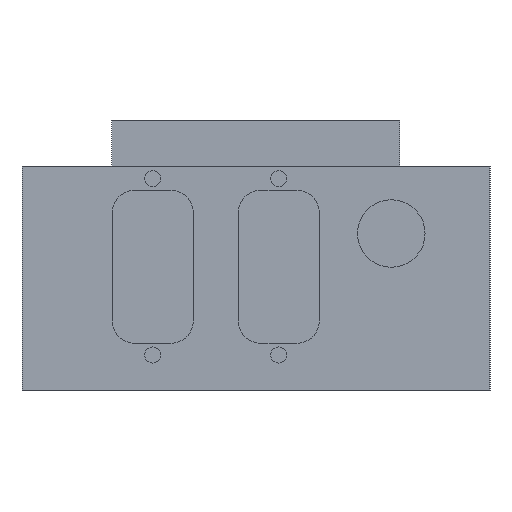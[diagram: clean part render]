
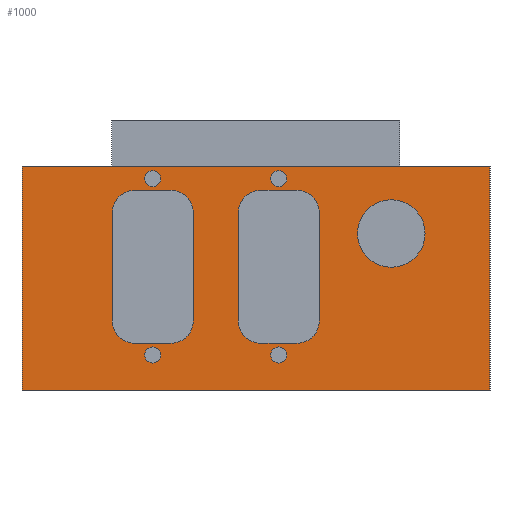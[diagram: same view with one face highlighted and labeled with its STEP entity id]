
A CAD part, left-side view. The second image highlights one B-rep face of the part: STEP entity #1000.
In plain terms, the highlighted planar face has unit normal (-1, 0, 0).
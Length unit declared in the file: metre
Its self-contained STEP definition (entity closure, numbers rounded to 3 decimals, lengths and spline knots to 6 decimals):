
#42=LINE('',#1512,#114);
#43=LINE('',#1516,#115);
#44=LINE('',#1520,#116);
#45=LINE('',#1524,#117);
#46=LINE('',#1528,#118);
#47=LINE('',#1532,#119);
#48=LINE('',#1536,#120);
#49=LINE('',#1540,#121);
#50=LINE('',#1549,#122);
#51=LINE('',#1552,#123);
#52=LINE('',#1554,#124);
#53=LINE('',#1556,#125);
#114=VECTOR('',#1199,1.);
#115=VECTOR('',#1202,1.);
#116=VECTOR('',#1205,1.);
#117=VECTOR('',#1208,1.);
#118=VECTOR('',#1211,1.);
#119=VECTOR('',#1214,1.);
#120=VECTOR('',#1217,1.);
#121=VECTOR('',#1220,1.);
#122=VECTOR('',#1229,1.);
#123=VECTOR('',#1230,1.);
#124=VECTOR('',#1231,1.);
#125=VECTOR('',#1232,1.);
#186=ORIENTED_EDGE('',*,*,#450,.F.);
#187=ORIENTED_EDGE('',*,*,#451,.T.);
#188=ORIENTED_EDGE('',*,*,#452,.F.);
#189=ORIENTED_EDGE('',*,*,#453,.F.);
#190=ORIENTED_EDGE('',*,*,#454,.F.);
#191=ORIENTED_EDGE('',*,*,#455,.F.);
#192=ORIENTED_EDGE('',*,*,#456,.F.);
#193=ORIENTED_EDGE('',*,*,#457,.T.);
#194=ORIENTED_EDGE('',*,*,#458,.F.);
#195=ORIENTED_EDGE('',*,*,#459,.T.);
#196=ORIENTED_EDGE('',*,*,#460,.F.);
#197=ORIENTED_EDGE('',*,*,#461,.F.);
#198=ORIENTED_EDGE('',*,*,#462,.F.);
#199=ORIENTED_EDGE('',*,*,#463,.F.);
#200=ORIENTED_EDGE('',*,*,#464,.F.);
#201=ORIENTED_EDGE('',*,*,#465,.T.);
#202=ORIENTED_EDGE('',*,*,#466,.T.);
#203=ORIENTED_EDGE('',*,*,#467,.F.);
#204=ORIENTED_EDGE('',*,*,#468,.F.);
#205=ORIENTED_EDGE('',*,*,#469,.F.);
#206=ORIENTED_EDGE('',*,*,#470,.F.);
#207=ORIENTED_EDGE('',*,*,#471,.F.);
#208=ORIENTED_EDGE('',*,*,#472,.T.);
#209=ORIENTED_EDGE('',*,*,#473,.T.);
#210=ORIENTED_EDGE('',*,*,#474,.T.);
#450=EDGE_CURVE('',#582,#583,#682,.T.);
#451=EDGE_CURVE('',#582,#584,#42,.T.);
#452=EDGE_CURVE('',#585,#584,#683,.T.);
#453=EDGE_CURVE('',#586,#585,#43,.T.);
#454=EDGE_CURVE('',#587,#586,#684,.T.);
#455=EDGE_CURVE('',#588,#587,#44,.T.);
#456=EDGE_CURVE('',#589,#588,#685,.T.);
#457=EDGE_CURVE('',#589,#583,#45,.T.);
#458=EDGE_CURVE('',#590,#591,#686,.T.);
#459=EDGE_CURVE('',#590,#592,#46,.T.);
#460=EDGE_CURVE('',#593,#592,#687,.T.);
#461=EDGE_CURVE('',#594,#593,#47,.T.);
#462=EDGE_CURVE('',#595,#594,#688,.T.);
#463=EDGE_CURVE('',#596,#595,#48,.T.);
#464=EDGE_CURVE('',#597,#596,#689,.T.);
#465=EDGE_CURVE('',#597,#591,#49,.T.);
#466=EDGE_CURVE('',#598,#598,#690,.T.);
#467=EDGE_CURVE('',#599,#599,#691,.T.);
#468=EDGE_CURVE('',#600,#600,#692,.T.);
#469=EDGE_CURVE('',#601,#601,#693,.T.);
#470=EDGE_CURVE('',#602,#603,#50,.T.);
#471=EDGE_CURVE('',#604,#602,#51,.T.);
#472=EDGE_CURVE('',#604,#605,#52,.T.);
#473=EDGE_CURVE('',#605,#603,#53,.T.);
#474=EDGE_CURVE('',#606,#606,#694,.T.);
#582=VERTEX_POINT('',#1510);
#583=VERTEX_POINT('',#1511);
#584=VERTEX_POINT('',#1513);
#585=VERTEX_POINT('',#1515);
#586=VERTEX_POINT('',#1517);
#587=VERTEX_POINT('',#1519);
#588=VERTEX_POINT('',#1521);
#589=VERTEX_POINT('',#1523);
#590=VERTEX_POINT('',#1526);
#591=VERTEX_POINT('',#1527);
#592=VERTEX_POINT('',#1529);
#593=VERTEX_POINT('',#1531);
#594=VERTEX_POINT('',#1533);
#595=VERTEX_POINT('',#1535);
#596=VERTEX_POINT('',#1537);
#597=VERTEX_POINT('',#1539);
#598=VERTEX_POINT('',#1542);
#599=VERTEX_POINT('',#1544);
#600=VERTEX_POINT('',#1546);
#601=VERTEX_POINT('',#1548);
#602=VERTEX_POINT('',#1550);
#603=VERTEX_POINT('',#1551);
#604=VERTEX_POINT('',#1553);
#605=VERTEX_POINT('',#1555);
#606=VERTEX_POINT('',#1558);
#682=CIRCLE('',#1074,0.003175);
#683=CIRCLE('',#1075,0.003175);
#684=CIRCLE('',#1076,0.003175);
#685=CIRCLE('',#1077,0.003175);
#686=CIRCLE('',#1078,0.003175);
#687=CIRCLE('',#1079,0.003175);
#688=CIRCLE('',#1080,0.003175);
#689=CIRCLE('',#1081,0.003175);
#690=CIRCLE('',#1082,0.00113);
#691=CIRCLE('',#1083,0.00113);
#692=CIRCLE('',#1084,0.004763);
#693=CIRCLE('',#1085,0.00113);
#694=CIRCLE('',#1086,0.00113);
#742=EDGE_LOOP('',(#186,#187,#188,#189,#190,#191,#192,#193));
#743=EDGE_LOOP('',(#194,#195,#196,#197,#198,#199,#200,#201));
#744=EDGE_LOOP('',(#202));
#745=EDGE_LOOP('',(#203));
#746=EDGE_LOOP('',(#204));
#747=EDGE_LOOP('',(#205));
#748=EDGE_LOOP('',(#206,#207,#208,#209));
#749=EDGE_LOOP('',(#210));
#856=FACE_BOUND('',#742,.T.);
#857=FACE_BOUND('',#743,.T.);
#858=FACE_BOUND('',#744,.T.);
#859=FACE_BOUND('',#745,.T.);
#860=FACE_BOUND('',#746,.T.);
#861=FACE_BOUND('',#747,.T.);
#862=FACE_BOUND('',#748,.T.);
#863=FACE_BOUND('',#749,.T.);
#970=PLANE('',#1073);
#1000=ADVANCED_FACE('',(#856,#857,#858,#859,#860,#861,#862,#863),#970,.T.);
#1073=AXIS2_PLACEMENT_3D('',#1508,#1195,#1196);
#1074=AXIS2_PLACEMENT_3D('',#1509,#1197,#1198);
#1075=AXIS2_PLACEMENT_3D('',#1514,#1200,#1201);
#1076=AXIS2_PLACEMENT_3D('',#1518,#1203,#1204);
#1077=AXIS2_PLACEMENT_3D('',#1522,#1206,#1207);
#1078=AXIS2_PLACEMENT_3D('',#1525,#1209,#1210);
#1079=AXIS2_PLACEMENT_3D('',#1530,#1212,#1213);
#1080=AXIS2_PLACEMENT_3D('',#1534,#1215,#1216);
#1081=AXIS2_PLACEMENT_3D('',#1538,#1218,#1219);
#1082=AXIS2_PLACEMENT_3D('',#1541,#1221,#1222);
#1083=AXIS2_PLACEMENT_3D('',#1543,#1223,#1224);
#1084=AXIS2_PLACEMENT_3D('',#1545,#1225,#1226);
#1085=AXIS2_PLACEMENT_3D('',#1547,#1227,#1228);
#1086=AXIS2_PLACEMENT_3D('',#1557,#1233,#1234);
#1195=DIRECTION('',(-1.,0.,0.));
#1196=DIRECTION('',(0.,0.,1.));
#1197=DIRECTION('',(-1.,0.,0.));
#1198=DIRECTION('',(0.,0.,1.));
#1199=DIRECTION('',(0.,0.,1.));
#1200=DIRECTION('',(-1.,0.,0.));
#1201=DIRECTION('',(0.,0.,1.));
#1202=DIRECTION('',(0.,1.,0.));
#1203=DIRECTION('',(-1.,0.,0.));
#1204=DIRECTION('',(0.,0.,1.));
#1205=DIRECTION('',(0.,0.,1.));
#1206=DIRECTION('',(-1.,0.,0.));
#1207=DIRECTION('',(0.,0.,1.));
#1208=DIRECTION('',(0.,1.,0.));
#1209=DIRECTION('',(-1.,0.,0.));
#1210=DIRECTION('',(0.,0.,1.));
#1211=DIRECTION('',(0.,0.,1.));
#1212=DIRECTION('',(-1.,0.,0.));
#1213=DIRECTION('',(0.,0.,1.));
#1214=DIRECTION('',(0.,1.,0.));
#1215=DIRECTION('',(-1.,0.,0.));
#1216=DIRECTION('',(0.,0.,1.));
#1217=DIRECTION('',(0.,0.,1.));
#1218=DIRECTION('',(-1.,0.,0.));
#1219=DIRECTION('',(0.,0.,1.));
#1220=DIRECTION('',(0.,1.,0.));
#1221=DIRECTION('',(1.,0.,0.));
#1222=DIRECTION('',(0.,0.,1.));
#1223=DIRECTION('',(-1.,0.,0.));
#1224=DIRECTION('',(0.,0.,1.));
#1225=DIRECTION('',(-1.,0.,0.));
#1226=DIRECTION('',(0.,0.,1.));
#1227=DIRECTION('',(-1.,0.,0.));
#1228=DIRECTION('',(0.,0.,1.));
#1229=DIRECTION('',(0.,1.,0.));
#1230=DIRECTION('',(0.,0.,-1.));
#1231=DIRECTION('',(0.,1.,0.));
#1232=DIRECTION('',(0.,0.,-1.));
#1233=DIRECTION('',(1.,0.,0.));
#1234=DIRECTION('',(0.,0.,1.));
#1508=CARTESIAN_POINT('',(-0.086477,-0.004539,0.03175));
#1509=CARTESIAN_POINT('',(-0.086477,-0.005214,0.009906));
#1510=CARTESIAN_POINT('',(-0.086477,-0.002039,0.009906));
#1511=CARTESIAN_POINT('',(-0.086477,-0.005214,0.006731));
#1512=CARTESIAN_POINT('',(-0.086477,-0.002039,0.017526));
#1513=CARTESIAN_POINT('',(-0.086477,-0.002039,0.025146));
#1514=CARTESIAN_POINT('',(-0.086477,-0.005214,0.025146));
#1515=CARTESIAN_POINT('',(-0.086477,-0.005214,0.028321));
#1516=CARTESIAN_POINT('',(-0.086477,-0.007754,0.028321));
#1517=CARTESIAN_POINT('',(-0.086477,-0.010294,0.028321));
#1518=CARTESIAN_POINT('',(-0.086477,-0.010294,0.025146));
#1519=CARTESIAN_POINT('',(-0.086477,-0.013469,0.025146));
#1520=CARTESIAN_POINT('',(-0.086477,-0.013469,0.017526));
#1521=CARTESIAN_POINT('',(-0.086477,-0.013469,0.009906));
#1522=CARTESIAN_POINT('',(-0.086477,-0.010294,0.009906));
#1523=CARTESIAN_POINT('',(-0.086477,-0.010294,0.006731));
#1524=CARTESIAN_POINT('',(-0.086477,-0.007754,0.006731));
#1525=CARTESIAN_POINT('',(-0.086477,0.012566,0.009906));
#1526=CARTESIAN_POINT('',(-0.086477,0.015741,0.009906));
#1527=CARTESIAN_POINT('',(-0.086477,0.012566,0.006731));
#1528=CARTESIAN_POINT('',(-0.086477,0.015741,0.017526));
#1529=CARTESIAN_POINT('',(-0.086477,0.015741,0.025146));
#1530=CARTESIAN_POINT('',(-0.086477,0.012566,0.025146));
#1531=CARTESIAN_POINT('',(-0.086477,0.012566,0.028321));
#1532=CARTESIAN_POINT('',(-0.086477,0.010026,0.028321));
#1533=CARTESIAN_POINT('',(-0.086477,0.007486,0.028321));
#1534=CARTESIAN_POINT('',(-0.086477,0.007486,0.025146));
#1535=CARTESIAN_POINT('',(-0.086477,0.004311,0.025146));
#1536=CARTESIAN_POINT('',(-0.086477,0.004311,0.017526));
#1537=CARTESIAN_POINT('',(-0.086477,0.004311,0.009906));
#1538=CARTESIAN_POINT('',(-0.086477,0.007486,0.009906));
#1539=CARTESIAN_POINT('',(-0.086477,0.007486,0.006731));
#1540=CARTESIAN_POINT('',(-0.086477,0.010026,0.006731));
#1541=CARTESIAN_POINT('',(-0.086477,-0.007754,0.029972));
#1542=CARTESIAN_POINT('',(-0.086477,-0.007754,0.031102));
#1543=CARTESIAN_POINT('',(-0.086477,0.010026,0.00508));
#1544=CARTESIAN_POINT('',(-0.086477,0.010026,0.00621));
#1545=CARTESIAN_POINT('',(-0.086477,-0.023629,0.022225));
#1546=CARTESIAN_POINT('',(-0.086477,-0.023629,0.026988));
#1547=CARTESIAN_POINT('',(-0.086477,-0.007754,0.00508));
#1548=CARTESIAN_POINT('',(-0.086477,-0.007754,0.00621));
#1549=CARTESIAN_POINT('',(-0.086477,-0.004539,0.));
#1550=CARTESIAN_POINT('',(-0.086477,-0.037559,0.));
#1551=CARTESIAN_POINT('',(-0.086477,0.028481,0.));
#1552=CARTESIAN_POINT('',(-0.086477,-0.037559,0.03175));
#1553=CARTESIAN_POINT('',(-0.086477,-0.037559,0.03175));
#1554=CARTESIAN_POINT('',(-0.086477,-0.004539,0.03175));
#1555=CARTESIAN_POINT('',(-0.086477,0.028481,0.03175));
#1556=CARTESIAN_POINT('',(-0.086477,0.028481,0.03175));
#1557=CARTESIAN_POINT('',(-0.086477,0.010026,0.029972));
#1558=CARTESIAN_POINT('',(-0.086477,0.010026,0.031102));
